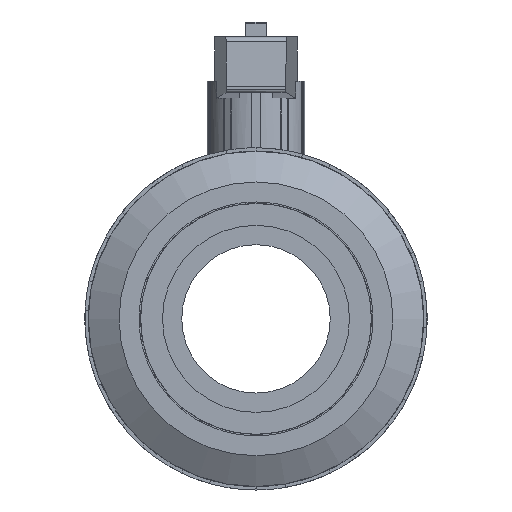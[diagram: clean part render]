
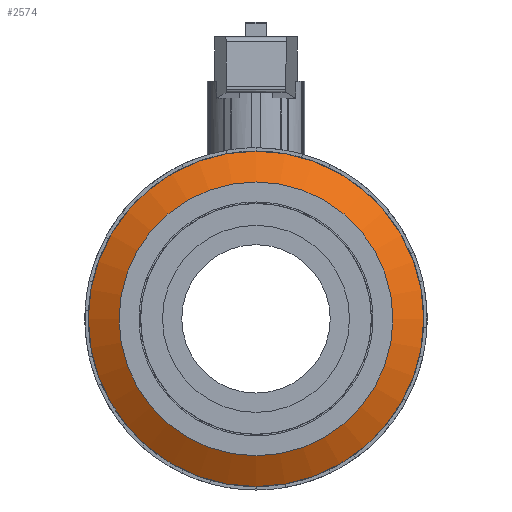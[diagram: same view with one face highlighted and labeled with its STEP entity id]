
A CAD part, left-side view. The second image highlights one B-rep face of the part: STEP entity #2574.
In plain terms, the highlighted conical face has half-angle 60 degrees and reference radius 51.885 mm.
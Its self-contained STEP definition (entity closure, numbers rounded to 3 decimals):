
#2547=CARTESIAN_POINT('',(-55.416,0.0,0.0));
#2548=DIRECTION('',(1.0,0.0,0.0));
#2549=DIRECTION('',(0.0,0.0,1.0));
#2550=AXIS2_PLACEMENT_3D('',#2547,#2548,#2549);
#2551=CONICAL_SURFACE('',#2550,51.885,60.);
#2552=CARTESIAN_POINT('',(-58.744,0.,-46.12));
#2553=VERTEX_POINT('',#2552);
#2554=CARTESIAN_POINT('',(-58.744,0.0,0.0));
#2555=DIRECTION('',(-1.0,0.0,0.0));
#2556=DIRECTION('',(0.0,0.0,1.0));
#2557=AXIS2_PLACEMENT_3D('',#2554,#2555,#2556);
#2558=CIRCLE('',#2557,46.12);
#2559=EDGE_CURVE('',#2553,#2553,#2558,.T.);
#2560=ORIENTED_EDGE('',*,*,#2559,.F.);
#2561=EDGE_LOOP('',(#2560));
#2562=FACE_OUTER_BOUND('',#2561,.T.);
#2563=CARTESIAN_POINT('',(-52.753,0.,-56.497));
#2564=VERTEX_POINT('',#2563);
#2565=CARTESIAN_POINT('',(-52.753,0.0,0.0));
#2566=DIRECTION('',(-1.0,0.0,0.0));
#2567=DIRECTION('',(0.0,0.0,1.0));
#2568=AXIS2_PLACEMENT_3D('',#2565,#2566,#2567);
#2569=CIRCLE('',#2568,56.497);
#2570=EDGE_CURVE('',#2564,#2564,#2569,.T.);
#2571=ORIENTED_EDGE('',*,*,#2570,.T.);
#2572=EDGE_LOOP('',(#2571));
#2573=FACE_BOUND('',#2572,.T.);
#2574=ADVANCED_FACE('',(#2562,#2573),#2551,.T.);
